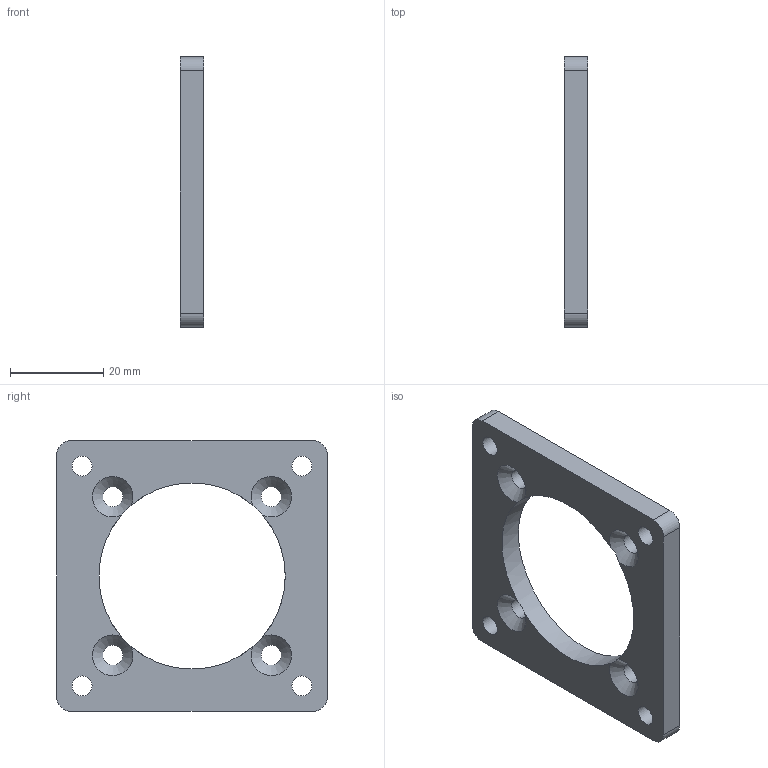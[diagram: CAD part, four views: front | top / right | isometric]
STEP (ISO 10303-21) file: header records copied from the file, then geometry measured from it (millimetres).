
FILE_DESCRIPTION(/* description */ (''),/* implementation_level */ '2;1');
FILE_NAME(/* name */ 'DOF1 CPM Mounting Plate v17.step',/* time_stamp */ '2022-09-15T04:32:00+02:00',/* author */ (''),/* organization */ (''),/* preprocessor_version */ 'ST-DEVELOPER v19',/* originating_system */ 'Autodesk Translation Framework v11.7.0.108',/* authorisation */ '');
FILE_SCHEMA (('AUTOMOTIVE_DESIGN { 1 0 10303 214 3 1 1 }'));
Length unit declared in the file: millimetre
Products named in the file (1): DOF1 CPM Mounting Plate
Bounding box: 5 x 58 x 58 mm (x, y, z)
Volume: 9742.3 mm3; surface area: 6222 mm2
Topology: 1 solids, 1 shells, 23 faces, 71 edges, 46 vertices
Faces by surface type: cylinder 13, plane 6, cone 4
Full cylindrical faces by diameter (mm): 4.3 x8, 40 x1
Entity records: 888 total; most frequent: CARTESIAN_POINT 161, DIRECTION 153, ORIENTED_EDGE 142, EDGE_CURVE 71, AXIS2_PLACEMENT_3D 62, VERTEX_POINT 46, CIRCLE 38, EDGE_LOOP 37
